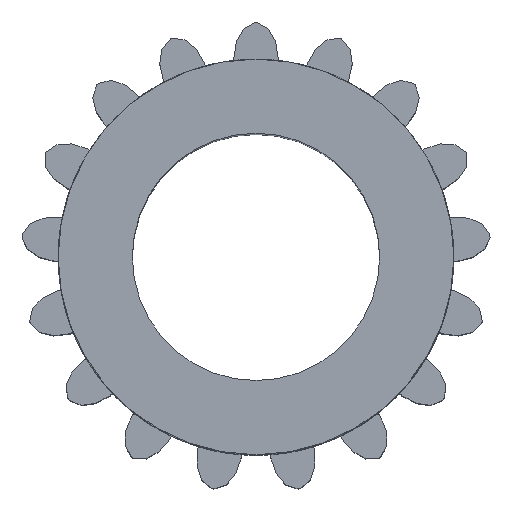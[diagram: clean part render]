
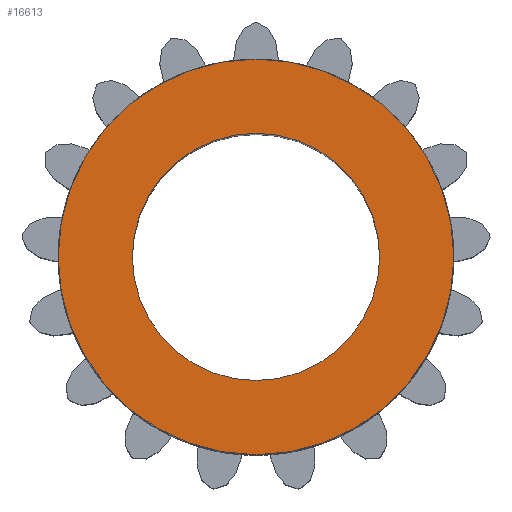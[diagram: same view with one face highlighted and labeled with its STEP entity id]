
A CAD part, top view. The second image highlights one B-rep face of the part: STEP entity #16613.
In plain terms, the highlighted planar face has unit normal (0, 0, 1).
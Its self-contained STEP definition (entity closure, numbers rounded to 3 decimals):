
#4032 = CYLINDRICAL_SURFACE('',#4033,2.5);
#4033 = AXIS2_PLACEMENT_3D('',#4034,#4035,#4036);
#4034 = CARTESIAN_POINT('',(0.,0.,14.));
#4035 = DIRECTION('',(0.,0.,1.));
#4036 = DIRECTION('',(1.,0.,0.));
#12363 = EDGE_CURVE('',#12364,#12364,#12366,.T.);
#12364 = VERTEX_POINT('',#12365);
#12365 = CARTESIAN_POINT('',(2.5,0.,14.));
#12366 = SURFACE_CURVE('',#12367,(#12372,#12379),.PCURVE_S1.);
#12367 = CIRCLE('',#12368,2.5);
#12368 = AXIS2_PLACEMENT_3D('',#12369,#12370,#12371);
#12369 = CARTESIAN_POINT('',(0.,0.,14.));
#12370 = DIRECTION('',(0.,0.,1.));
#12371 = DIRECTION('',(1.,0.,0.));
#12372 = PCURVE('',#4032,#12373);
#12373 = DEFINITIONAL_REPRESENTATION('',(#12374),#12378);
#12374 = LINE('',#12375,#12376);
#12375 = CARTESIAN_POINT('',(0.,0.));
#12376 = VECTOR('',#12377,1.);
#12377 = DIRECTION('',(1.,0.));
#12378 = ( GEOMETRIC_REPRESENTATION_CONTEXT(2) 
PARAMETRIC_REPRESENTATION_CONTEXT() REPRESENTATION_CONTEXT('2D SPACE',''
  ) );
#12379 = PCURVE('',#12380,#12385);
#12380 = PLANE('',#12381);
#12381 = AXIS2_PLACEMENT_3D('',#12382,#12383,#12384);
#12382 = CARTESIAN_POINT('',(0.,0.,14.));
#12383 = DIRECTION('',(0.,0.,1.));
#12384 = DIRECTION('',(1.,0.,0.));
#12385 = DEFINITIONAL_REPRESENTATION('',(#12386),#12390);
#12386 = CIRCLE('',#12387,2.5);
#12387 = AXIS2_PLACEMENT_2D('',#12388,#12389);
#12388 = CARTESIAN_POINT('',(0.,0.));
#12389 = DIRECTION('',(1.,0.));
#12390 = ( GEOMETRIC_REPRESENTATION_CONTEXT(2) 
PARAMETRIC_REPRESENTATION_CONTEXT() REPRESENTATION_CONTEXT('2D SPACE',''
  ) );
#16613 = ADVANCED_FACE('',(#16614,#16645),#12380,.T.);
#16614 = FACE_BOUND('',#16615,.T.);
#16615 = EDGE_LOOP('',(#16616));
#16616 = ORIENTED_EDGE('',*,*,#16617,.T.);
#16617 = EDGE_CURVE('',#16618,#16618,#16620,.T.);
#16618 = VERTEX_POINT('',#16619);
#16619 = CARTESIAN_POINT('',(4.,0.,14.));
#16620 = SURFACE_CURVE('',#16621,(#16626,#16633),.PCURVE_S1.);
#16621 = CIRCLE('',#16622,4.);
#16622 = AXIS2_PLACEMENT_3D('',#16623,#16624,#16625);
#16623 = CARTESIAN_POINT('',(0.,0.,14.));
#16624 = DIRECTION('',(0.,0.,1.));
#16625 = DIRECTION('',(1.,0.,0.));
#16626 = PCURVE('',#12380,#16627);
#16627 = DEFINITIONAL_REPRESENTATION('',(#16628),#16632);
#16628 = CIRCLE('',#16629,4.);
#16629 = AXIS2_PLACEMENT_2D('',#16630,#16631);
#16630 = CARTESIAN_POINT('',(0.,0.));
#16631 = DIRECTION('',(1.,0.));
#16632 = ( GEOMETRIC_REPRESENTATION_CONTEXT(2) 
PARAMETRIC_REPRESENTATION_CONTEXT() REPRESENTATION_CONTEXT('2D SPACE',''
  ) );
#16633 = PCURVE('',#16634,#16639);
#16634 = CYLINDRICAL_SURFACE('',#16635,4.);
#16635 = AXIS2_PLACEMENT_3D('',#16636,#16637,#16638);
#16636 = CARTESIAN_POINT('',(0.,0.,4.9));
#16637 = DIRECTION('',(-0.,-0.,-1.));
#16638 = DIRECTION('',(1.,0.,0.));
#16639 = DEFINITIONAL_REPRESENTATION('',(#16640),#16644);
#16640 = LINE('',#16641,#16642);
#16641 = CARTESIAN_POINT('',(-0.,-9.1));
#16642 = VECTOR('',#16643,1.);
#16643 = DIRECTION('',(-1.,0.));
#16644 = ( GEOMETRIC_REPRESENTATION_CONTEXT(2) 
PARAMETRIC_REPRESENTATION_CONTEXT() REPRESENTATION_CONTEXT('2D SPACE',''
  ) );
#16645 = FACE_BOUND('',#16646,.T.);
#16646 = EDGE_LOOP('',(#16647));
#16647 = ORIENTED_EDGE('',*,*,#12363,.F.);
